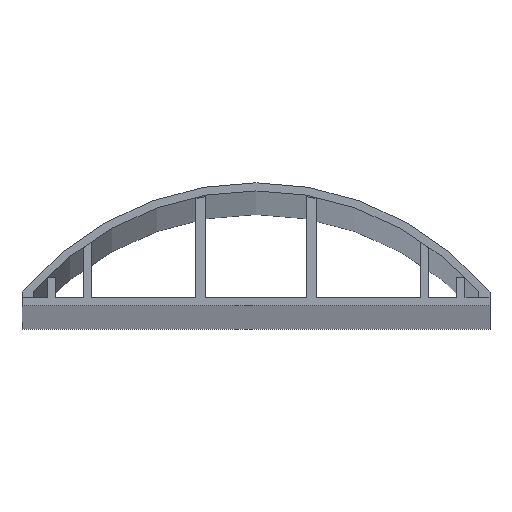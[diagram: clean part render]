
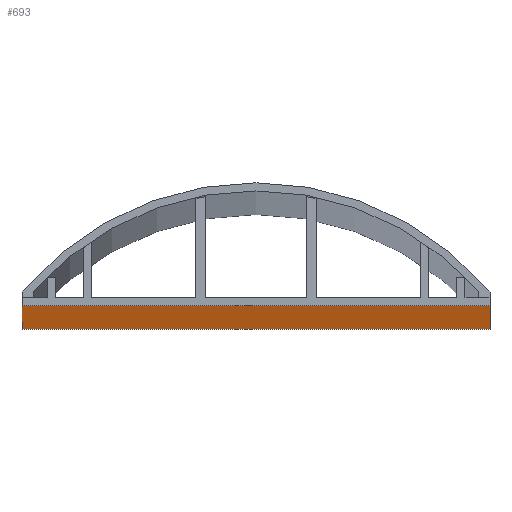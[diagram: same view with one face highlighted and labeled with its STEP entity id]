
A CAD part, top view. The second image highlights one B-rep face of the part: STEP entity #693.
In plain terms, the highlighted planar face has unit normal (0, -1, 0).
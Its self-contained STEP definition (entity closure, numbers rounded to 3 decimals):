
#65 = CARTESIAN_POINT ( 'NONE',  ( 34.5, 0., -1000. ) ) ;
#85 = DIRECTION ( 'NONE',  ( 0., 0., 1. ) ) ;
#89 = CARTESIAN_POINT ( 'NONE',  ( 34.5, 0., 1000. ) ) ;
#123 = ORIENTED_EDGE ( 'NONE', *, *, #391, .F. ) ;
#140 = CARTESIAN_POINT ( 'NONE',  ( 34.5, 0., -1000. ) ) ;
#174 = DIRECTION ( 'NONE',  ( 1., 0., 0. ) ) ;
#193 = DIRECTION ( 'NONE',  ( 1., 0., 0. ) ) ;
#254 = LINE ( 'NONE', #1206, #629 ) ;
#289 = LINE ( 'NONE', #89, #414 ) ;
#347 = AXIS2_PLACEMENT_3D ( 'NONE', #1002, #1327, #657 ) ;
#391 = EDGE_CURVE ( 'NONE', #763, #888, #289, .T. ) ;
#397 = ORIENTED_EDGE ( 'NONE', *, *, #892, .F. ) ;
#398 = EDGE_CURVE ( 'NONE', #1274, #888, #254, .T. ) ;
#414 = VECTOR ( 'NONE', #193, 1000. ) ;
#629 = VECTOR ( 'NONE', #85, 1000. ) ;
#657 = DIRECTION ( 'NONE',  ( -1., 0., 0. ) ) ;
#693 = ADVANCED_FACE ( 'NONE', ( #1205 ), #1216, .F. ) ;
#763 = VERTEX_POINT ( 'NONE', #1246 ) ;
#839 = VECTOR ( 'NONE', #174, 1000. ) ;
#888 = VERTEX_POINT ( 'NONE', #955 ) ;
#892 = EDGE_CURVE ( 'NONE', #1080, #763, #1131, .T. ) ;
#908 = LINE ( 'NONE', #65, #839 ) ;
#944 = VECTOR ( 'NONE', #1270, 1000. ) ;
#955 = CARTESIAN_POINT ( 'NONE',  ( 34.5, 0., 1000. ) ) ;
#1002 = CARTESIAN_POINT ( 'NONE',  ( 34.5, 0., 1000. ) ) ;
#1006 = EDGE_CURVE ( 'NONE', #1080, #1274, #908, .T. ) ;
#1080 = VERTEX_POINT ( 'NONE', #1153 ) ;
#1131 = LINE ( 'NONE', #1380, #944 ) ;
#1153 = CARTESIAN_POINT ( 'NONE',  ( -34.5, 0., -1000. ) ) ;
#1176 = EDGE_LOOP ( 'NONE', ( #1197, #123, #397, #1318 ) ) ;
#1197 = ORIENTED_EDGE ( 'NONE', *, *, #398, .T. ) ;
#1205 = FACE_OUTER_BOUND ( 'NONE', #1176, .T. ) ;
#1206 = CARTESIAN_POINT ( 'NONE',  ( 34.5, 0., -1069.01 ) ) ;
#1216 = PLANE ( 'NONE',  #347 ) ;
#1246 = CARTESIAN_POINT ( 'NONE',  ( -34.5, 0., 1000. ) ) ;
#1270 = DIRECTION ( 'NONE',  ( 0., 0., 1. ) ) ;
#1274 = VERTEX_POINT ( 'NONE', #140 ) ;
#1318 = ORIENTED_EDGE ( 'NONE', *, *, #1006, .T. ) ;
#1327 = DIRECTION ( 'NONE',  ( 0., 1., 0. ) ) ;
#1380 = CARTESIAN_POINT ( 'NONE',  ( -34.5, 0., -1069.01 ) ) ;
